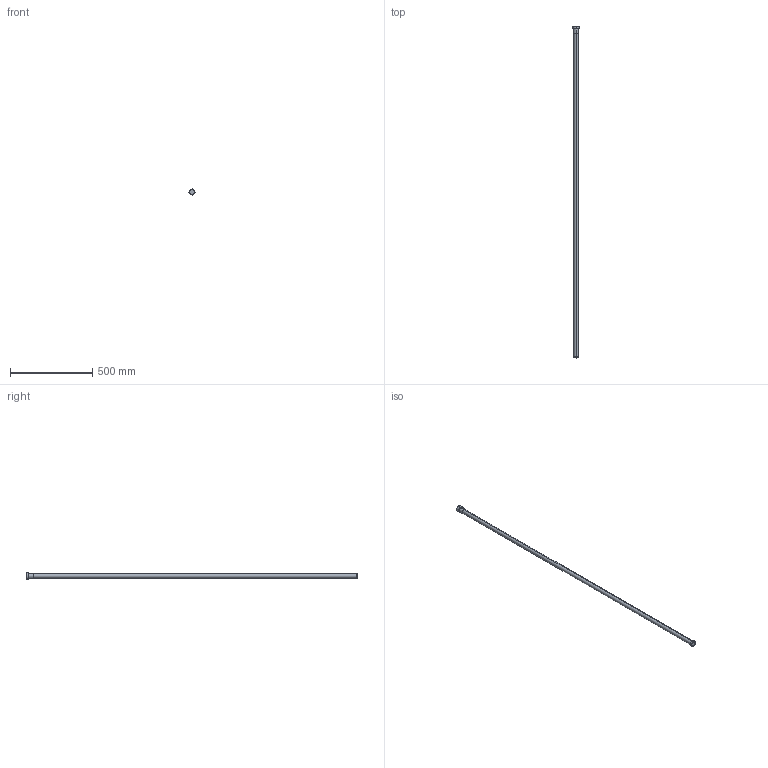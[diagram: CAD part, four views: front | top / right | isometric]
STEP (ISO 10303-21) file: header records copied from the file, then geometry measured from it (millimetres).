
FILE_DESCRIPTION (( 'STEP AP214' ), '1' );
FILE_NAME ('28286979.STEP', '2020-10-05T06:56:02', ( '' ), ( '' ), 'SwSTEP 2.0', 'SolidWorks 2020', '' );
FILE_SCHEMA (( 'AUTOMOTIVE_DESIGN' ));
Length unit declared in the file: millimetre
Products named in the file (4): Planungsmodell_Rohr_gerade-+-28.568.780-10_ _K392_27,2x2000; Planungsmodell_Huelse-+-09.23.01.122-1; Planungsmodell_Rohr_gerade-+-28.568.780-10_ _K393_35,7x10; 28286979
Assembly tree (3 placements, depth 2):
  28286979
    Planungsmodell_Rohr_gerade-+-28.568.780-10_ _K392_27,2x2000
    Planungsmodell_Huelse-+-09.23.01.122-1
    Planungsmodell_Rohr_gerade-+-28.568.780-10_ _K393_35,7x10
Bounding box: 37 x 2017.5 x 37 mm (x, y, z)
Volume: 1212707.3 mm3; surface area: 182258.4 mm2
Topology: 3 solids, 3 shells, 15 faces, 24 edges, 16 vertices
Faces by surface type: cylinder 8, plane 7
Entity records: 530 total; most frequent: DIRECTION 82, CARTESIAN_POINT 61, ORIENTED_EDGE 48, AXIS2_PLACEMENT_3D 37, EDGE_CURVE 24, EDGE_LOOP 16, CIRCLE 16, VERTEX_POINT 16
